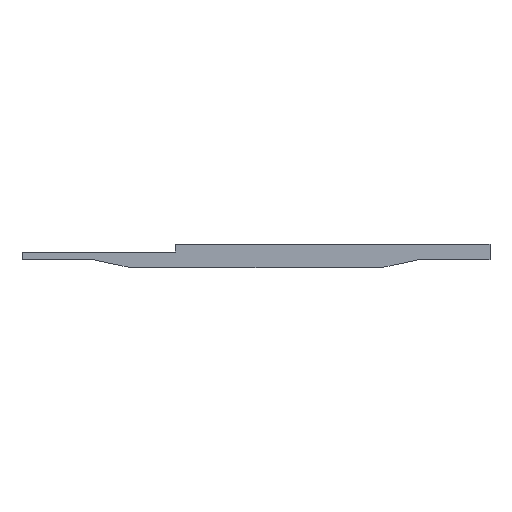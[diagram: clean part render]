
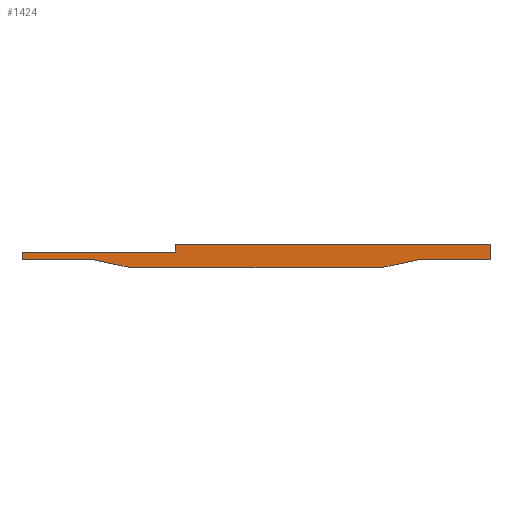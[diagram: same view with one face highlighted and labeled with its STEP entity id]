
A CAD part, left-side view. The second image highlights one B-rep face of the part: STEP entity #1424.
In plain terms, the highlighted planar face has unit normal (-1, 0, 0).
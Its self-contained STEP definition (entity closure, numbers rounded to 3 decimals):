
#1046=CARTESIAN_POINT('Vertex',(0.,-2565.,87.5)) ;
#1049=CARTESIAN_POINT('Line Origine',(0.,-2565.,0.)) ;
#1053=CARTESIAN_POINT('Vertex',(0.,-2565.,-87.5)) ;
#1259=CARTESIAN_POINT('Vertex',(0.,2565.,-87.5)) ;
#1262=CARTESIAN_POINT('Line Origine',(0.,2565.,-43.75)) ;
#1266=CARTESIAN_POINT('Vertex',(0.,2565.,0.)) ;
#1339=CARTESIAN_POINT('Vertex',(0.,882.5,87.5)) ;
#1342=CARTESIAN_POINT('Line Origine',(0.,-841.25,87.5)) ;
#1354=CARTESIAN_POINT('Axis2P3D Location',(0.,0.,0.)) ;
#1359=CARTESIAN_POINT('Line Origine',(0.,882.5,43.75)) ;
#1363=CARTESIAN_POINT('Vertex',(0.,882.5,0.)) ;
#1366=CARTESIAN_POINT('Line Origine',(0.,1723.75,0.)) ;
#1371=CARTESIAN_POINT('Line Origine',(0.,2168.5,-87.5)) ;
#1375=CARTESIAN_POINT('Vertex',(0.,1772.,-87.5)) ;
#1378=CARTESIAN_POINT('Line Origine',(0.,1564.5,-131.25)) ;
#1382=CARTESIAN_POINT('Vertex',(0.,1357.,-175.)) ;
#1385=CARTESIAN_POINT('Line Origine',(0.,678.5,-175.)) ;
#1389=CARTESIAN_POINT('Vertex',(0.,0.,-175.)) ;
#1392=CARTESIAN_POINT('Line Origine',(0.,-678.5,-175.)) ;
#1396=CARTESIAN_POINT('Vertex',(0.,-1357.,-175.)) ;
#1399=CARTESIAN_POINT('Line Origine',(0.,-1564.5,-131.25)) ;
#1403=CARTESIAN_POINT('Vertex',(0.,-1772.,-87.5)) ;
#1406=CARTESIAN_POINT('Line Origine',(0.,-2168.5,-87.5)) ;
#1050=DIRECTION('Vector Direction',(0.,0.,-1.)) ;
#1263=DIRECTION('Vector Direction',(0.,0.,-1.)) ;
#1343=DIRECTION('Vector Direction',(0.,1.,0.)) ;
#1355=DIRECTION('Axis2P3D Direction',(1.,0.,0.)) ;
#1356=DIRECTION('Axis2P3D XDirection',(0.,1.,0.)) ;
#1360=DIRECTION('Vector Direction',(0.,0.,-1.)) ;
#1367=DIRECTION('Vector Direction',(0.,1.,0.)) ;
#1372=DIRECTION('Vector Direction',(0.,-1.,0.)) ;
#1379=DIRECTION('Vector Direction',(0.,-0.978,-0.206)) ;
#1386=DIRECTION('Vector Direction',(0.,1.,0.)) ;
#1393=DIRECTION('Vector Direction',(0.,-1.,0.)) ;
#1400=DIRECTION('Vector Direction',(0.,0.978,-0.206)) ;
#1407=DIRECTION('Vector Direction',(0.,1.,0.)) ;
#1357=AXIS2_PLACEMENT_3D('Plane Axis2P3D',#1354,#1355,#1356) ;
#1412=ORIENTED_EDGE('',*,*,#1055,.F.) ;
#1413=ORIENTED_EDGE('',*,*,#1346,.T.) ;
#1414=ORIENTED_EDGE('',*,*,#1365,.T.) ;
#1415=ORIENTED_EDGE('',*,*,#1370,.F.) ;
#1416=ORIENTED_EDGE('',*,*,#1268,.F.) ;
#1417=ORIENTED_EDGE('',*,*,#1377,.F.) ;
#1418=ORIENTED_EDGE('',*,*,#1384,.F.) ;
#1419=ORIENTED_EDGE('',*,*,#1391,.F.) ;
#1420=ORIENTED_EDGE('',*,*,#1398,.F.) ;
#1421=ORIENTED_EDGE('',*,*,#1405,.F.) ;
#1422=ORIENTED_EDGE('',*,*,#1410,.F.) ;
#1051=VECTOR('Line Direction',#1050,1.) ;
#1264=VECTOR('Line Direction',#1263,1.) ;
#1344=VECTOR('Line Direction',#1343,1.) ;
#1361=VECTOR('Line Direction',#1360,1.) ;
#1368=VECTOR('Line Direction',#1367,1.) ;
#1373=VECTOR('Line Direction',#1372,1.) ;
#1380=VECTOR('Line Direction',#1379,1.) ;
#1387=VECTOR('Line Direction',#1386,1.) ;
#1394=VECTOR('Line Direction',#1393,1.) ;
#1401=VECTOR('Line Direction',#1400,1.) ;
#1408=VECTOR('Line Direction',#1407,1.) ;
#1424=ADVANCED_FACE('PartBody',(#1423),#1358,.F.) ;
#1055=EDGE_CURVE('',#1047,#1054,#1052,.T.) ;
#1268=EDGE_CURVE('',#1260,#1267,#1265,.F.) ;
#1346=EDGE_CURVE('',#1047,#1340,#1345,.T.) ;
#1365=EDGE_CURVE('',#1340,#1364,#1362,.T.) ;
#1370=EDGE_CURVE('',#1267,#1364,#1369,.F.) ;
#1377=EDGE_CURVE('',#1376,#1260,#1374,.F.) ;
#1384=EDGE_CURVE('',#1383,#1376,#1381,.F.) ;
#1391=EDGE_CURVE('',#1390,#1383,#1388,.T.) ;
#1398=EDGE_CURVE('',#1397,#1390,#1395,.F.) ;
#1405=EDGE_CURVE('',#1404,#1397,#1402,.T.) ;
#1410=EDGE_CURVE('',#1054,#1404,#1409,.T.) ;
#1411=EDGE_LOOP('',(#1412,#1413,#1414,#1415,#1416,#1417,#1418,#1419,#1420,#1421,#1422)) ;
#1423=FACE_OUTER_BOUND('',#1411,.T.) ;
#1052=LINE('Line',#1049,#1051) ;
#1265=LINE('Line',#1262,#1264) ;
#1345=LINE('Line',#1342,#1344) ;
#1362=LINE('Line',#1359,#1361) ;
#1369=LINE('Line',#1366,#1368) ;
#1374=LINE('Line',#1371,#1373) ;
#1381=LINE('Line',#1378,#1380) ;
#1388=LINE('Line',#1385,#1387) ;
#1395=LINE('Line',#1392,#1394) ;
#1402=LINE('Line',#1399,#1401) ;
#1409=LINE('Line',#1406,#1408) ;
#1358=PLANE('',#1357) ;
#1047=VERTEX_POINT('',#1046) ;
#1054=VERTEX_POINT('',#1053) ;
#1260=VERTEX_POINT('',#1259) ;
#1267=VERTEX_POINT('',#1266) ;
#1340=VERTEX_POINT('',#1339) ;
#1364=VERTEX_POINT('',#1363) ;
#1376=VERTEX_POINT('',#1375) ;
#1383=VERTEX_POINT('',#1382) ;
#1390=VERTEX_POINT('',#1389) ;
#1397=VERTEX_POINT('',#1396) ;
#1404=VERTEX_POINT('',#1403) ;
